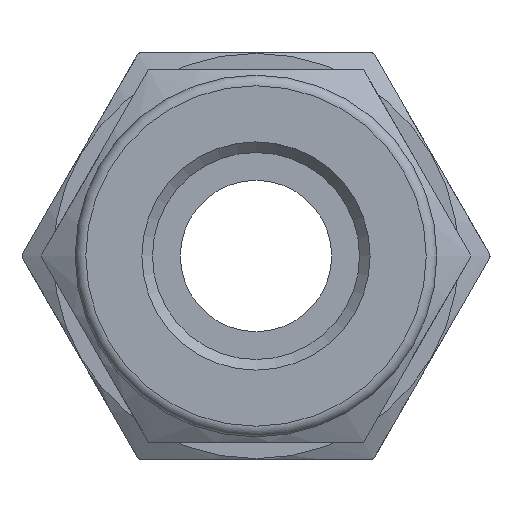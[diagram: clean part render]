
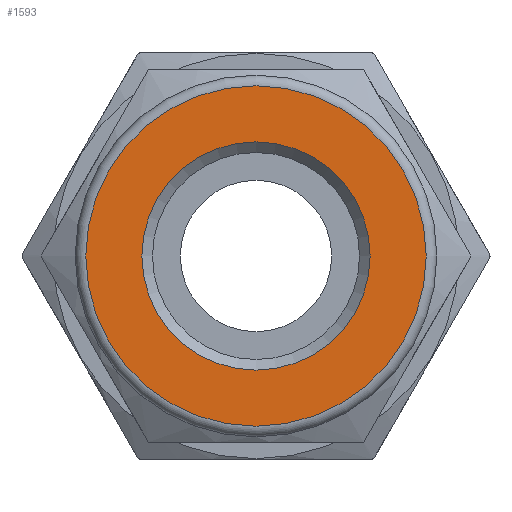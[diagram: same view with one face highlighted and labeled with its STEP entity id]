
A CAD part, left-side view. The second image highlights one B-rep face of the part: STEP entity #1593.
In plain terms, the highlighted planar face has unit normal (-1, 0, 0).
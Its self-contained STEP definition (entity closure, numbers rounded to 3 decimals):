
#91=FACE_BOUND('',#409,.T.);
#147=CIRCLE('',#1723,8.);
#192=CIRCLE('',#1814,5.365);
#293=FACE_OUTER_BOUND('',#408,.T.);
#408=EDGE_LOOP('',(#1452));
#409=EDGE_LOOP('',(#1453));
#718=VERTEX_POINT('',#2732);
#757=VERTEX_POINT('',#2889);
#917=EDGE_CURVE('',#718,#718,#147,.T.);
#989=EDGE_CURVE('',#757,#757,#192,.T.);
#1452=ORIENTED_EDGE('',*,*,#917,.F.);
#1453=ORIENTED_EDGE('',*,*,#989,.T.);
#1492=PLANE('',#1815);
#1593=ADVANCED_FACE('',(#293,#91),#1492,.T.);
#1723=AXIS2_PLACEMENT_3D('',#2734,#2080,#2081);
#1814=AXIS2_PLACEMENT_3D('',#2891,#2289,#2290);
#1815=AXIS2_PLACEMENT_3D('',#2892,#2291,#2292);
#2080=DIRECTION('center_axis',(1.,0.,0.));
#2081=DIRECTION('ref_axis',(0.,0.,-1.));
#2289=DIRECTION('center_axis',(1.,0.,0.));
#2290=DIRECTION('ref_axis',(0.,0.,-1.));
#2291=DIRECTION('center_axis',(-1.,0.,0.));
#2292=DIRECTION('ref_axis',(0.,0.,1.));
#2732=CARTESIAN_POINT('',(0.,0.,8.));
#2734=CARTESIAN_POINT('Origin',(0.,0.,0.));
#2889=CARTESIAN_POINT('',(0.,-5.365,0.));
#2891=CARTESIAN_POINT('Origin',(0.,0.,0.));
#2892=CARTESIAN_POINT('Origin',(0.,8.,0.));
